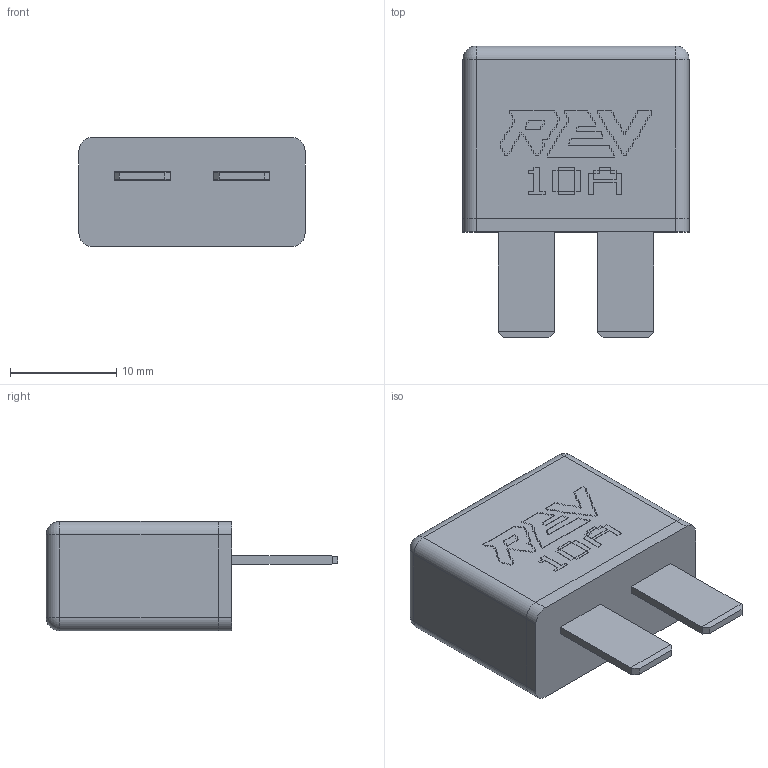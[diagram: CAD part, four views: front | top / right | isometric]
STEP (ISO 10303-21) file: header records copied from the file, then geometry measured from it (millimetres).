
FILE_DESCRIPTION (( 'STEP AP203' ), '1' );
FILE_NAME ('REV-11-1860.STEP', '2021-09-28T18:10:36', ( '' ), ( '' ), 'SwSTEP 2.0', 'SolidWorks 2019', '' );
FILE_SCHEMA (( 'CONFIG_CONTROL_DESIGN' ));
Length unit declared in the file: inch
Products named in the file (1): REV-11-1860
Bounding box: 21.34 x 27.53 x 10.34 mm (x, y, z)
Volume: 3891.2 mm3; surface area: 2265 mm2
Topology: 16 solids, 16 shells, 706 faces, 1819 edges, 1117 vertices
Faces by surface type: plane 380, bspline 150, cylinder 80, torus 54, sphere 42
Entity records: 23742 total; most frequent: CARTESIAN_POINT 7553, ORIENTED_EDGE 3556, DIRECTION 3070, EDGE_CURVE 1778, LINE 1134, VECTOR 1134, VERTEX_POINT 1112, AXIS2_PLACEMENT_3D 968
